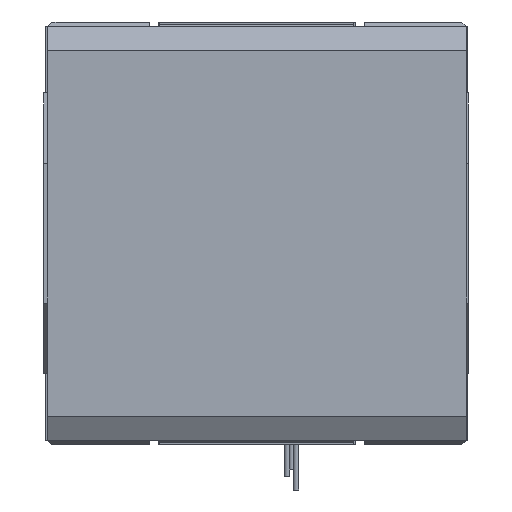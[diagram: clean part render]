
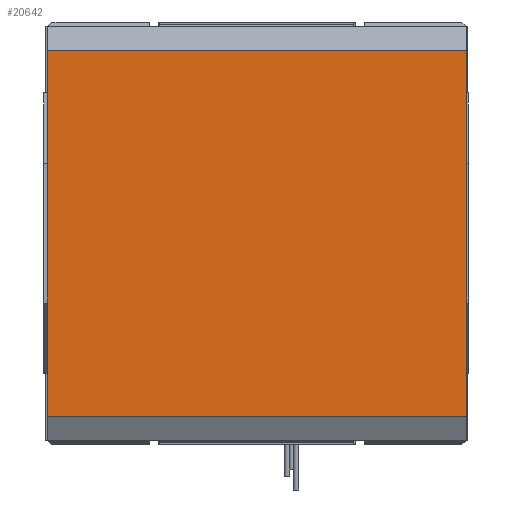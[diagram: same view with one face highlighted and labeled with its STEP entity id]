
A CAD part, front view. The second image highlights one B-rep face of the part: STEP entity #20642.
In plain terms, the highlighted planar face has unit normal (0, -1, 0).
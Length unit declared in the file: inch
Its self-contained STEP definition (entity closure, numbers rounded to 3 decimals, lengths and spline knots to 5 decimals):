
#642 = FACE_OUTER_BOUND ( 'NONE', #8726, .T. ) ;
#752 = LINE ( 'NONE', #34409, #16311 ) ;
#3432 = EDGE_CURVE ( 'NONE', #33013, #42292, #752, .T. ) ;
#3696 = EDGE_CURVE ( 'NONE', #41936, #12000, #20311, .T. ) ;
#4354 = DIRECTION ( 'NONE',  ( 1., 0., 0. ) ) ;
#5485 = LINE ( 'NONE', #31713, #43098 ) ;
#5502 = CARTESIAN_POINT ( 'NONE',  ( 1.19094, -1.27953, 0. ) ) ;
#8382 = CARTESIAN_POINT ( 'NONE',  ( 1.19094, -1.27953, 1.03685 ) ) ;
#8726 = EDGE_LOOP ( 'NONE', ( #42624, #30553, #35791, #16380 ) ) ;
#12000 = VERTEX_POINT ( 'NONE', #17028 ) ;
#16311 = VECTOR ( 'NONE', #17355, 39.37008 ) ;
#16380 = ORIENTED_EDGE ( 'NONE', *, *, #40022, .T. ) ;
#17028 = CARTESIAN_POINT ( 'NONE',  ( 1.19094, -1.27953, -1.03685 ) ) ;
#17355 = DIRECTION ( 'NONE',  ( 1., 0., 0. ) ) ;
#18829 = DIRECTION ( 'NONE',  ( 0., 0., -1. ) ) ;
#20311 = LINE ( 'NONE', #24240, #38008 ) ;
#20642 = ADVANCED_FACE ( 'NONE', ( #642 ), #27520, .F. ) ;
#22467 = AXIS2_PLACEMENT_3D ( 'NONE', #24017, #27308, #24236 ) ;
#24017 = CARTESIAN_POINT ( 'NONE',  ( 1.19094, -1.27953, 1.03685 ) ) ;
#24236 = DIRECTION ( 'NONE',  ( 0., 0., 1. ) ) ;
#24240 = CARTESIAN_POINT ( 'NONE',  ( 1.19094, -1.27953, -1.03685 ) ) ;
#25393 = LINE ( 'NONE', #5502, #42486 ) ;
#25589 = DIRECTION ( 'NONE',  ( 0., 0., -1. ) ) ;
#27308 = DIRECTION ( 'NONE',  ( 0., 1., 0. ) ) ;
#27520 = PLANE ( 'NONE',  #22467 ) ;
#30553 = ORIENTED_EDGE ( 'NONE', *, *, #33801, .F. ) ;
#31713 = CARTESIAN_POINT ( 'NONE',  ( -1.19094, -1.27953, 0. ) ) ;
#33013 = VERTEX_POINT ( 'NONE', #41479 ) ;
#33801 = EDGE_CURVE ( 'NONE', #42292, #12000, #25393, .T. ) ;
#34409 = CARTESIAN_POINT ( 'NONE',  ( 1.19094, -1.27953, 1.03685 ) ) ;
#35791 = ORIENTED_EDGE ( 'NONE', *, *, #3432, .F. ) ;
#37987 = CARTESIAN_POINT ( 'NONE',  ( -1.19094, -1.27953, -1.03685 ) ) ;
#38008 = VECTOR ( 'NONE', #4354, 39.37008 ) ;
#40022 = EDGE_CURVE ( 'NONE', #33013, #41936, #5485, .T. ) ;
#41479 = CARTESIAN_POINT ( 'NONE',  ( -1.19094, -1.27953, 1.03685 ) ) ;
#41936 = VERTEX_POINT ( 'NONE', #37987 ) ;
#42292 = VERTEX_POINT ( 'NONE', #8382 ) ;
#42486 = VECTOR ( 'NONE', #18829, 39.37008 ) ;
#42624 = ORIENTED_EDGE ( 'NONE', *, *, #3696, .T. ) ;
#43098 = VECTOR ( 'NONE', #25589, 39.37008 ) ;
